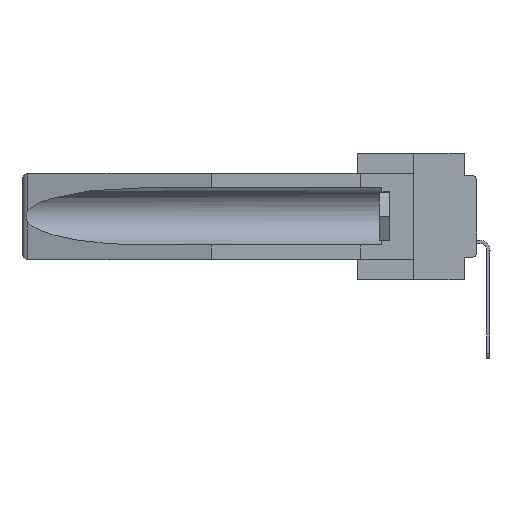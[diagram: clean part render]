
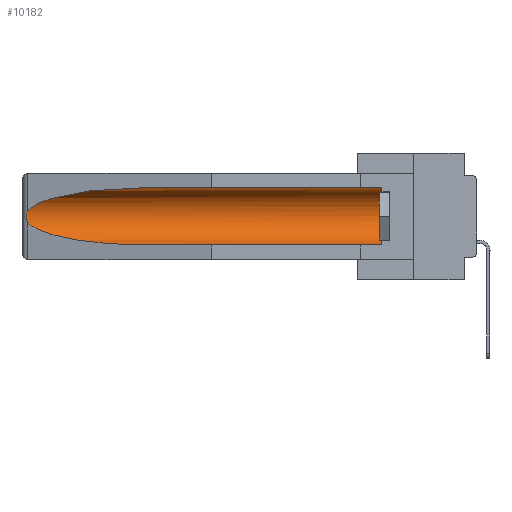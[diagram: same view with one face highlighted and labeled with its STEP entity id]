
A CAD part, left-side view. The second image highlights one B-rep face of the part: STEP entity #10182.
In plain terms, the highlighted cylindrical face has radius 2.857 mm (diameter 5.715 mm), a partial arc.
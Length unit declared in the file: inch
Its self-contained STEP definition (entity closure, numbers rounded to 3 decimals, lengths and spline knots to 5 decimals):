
#1046 = DIRECTION ( 'NONE',  ( 0., 1., 0. ) ) ;
#2390 = DIRECTION ( 'NONE',  ( 0., 0., 1. ) ) ;
#2534 = CARTESIAN_POINT ( 'NONE',  ( 0.26537, 1.52718, -0.14972 ) ) ;
#3237 = AXIS2_PLACEMENT_3D ( 'NONE', #11559, #32825, #2390 ) ;
#3489 = CARTESIAN_POINT ( 'NONE',  ( 0.26537, 1.52718, -0.19328 ) ) ;
#3687 = CARTESIAN_POINT ( 'NONE',  ( 0.2675, 1.53308, -0.16763 ) ) ;
#3715 = ORIENTED_EDGE ( 'NONE', *, *, #9469, .T. ) ;
#3981 = CARTESIAN_POINT ( 'NONE',  ( 0.155, -0.30754, -0.059 ) ) ;
#4008 =( BOUNDED_CURVE ( )  B_SPLINE_CURVE ( 3, ( #27116, #12095, #27697, #33554 ),
 .UNSPECIFIED., .F., .F. ) 
 B_SPLINE_CURVE_WITH_KNOTS ( ( 4, 4 ),
 ( 4.71239, 6.08839 ),
 .UNSPECIFIED. ) 
 CURVE ( )  GEOMETRIC_REPRESENTATION_ITEM ( )  RATIONAL_B_SPLINE_CURVE ( ( 1., 0.848, 0.848, 1. ) ) 
 REPRESENTATION_ITEM ( '' )  );
#4596 = CARTESIAN_POINT ( 'NONE',  ( 0.21114, 1.30732, -0.284 ) ) ;
#5574 = VERTEX_POINT ( 'NONE', #21870 ) ;
#6038 = CARTESIAN_POINT ( 'NONE',  ( 0.26655, 1.53094, -0.18657 ) ) ;
#6141 = CARTESIAN_POINT ( 'NONE',  ( 0.155, 1.07973, -0.284 ) ) ;
#9034 = VERTEX_POINT ( 'NONE', #19239 ) ;
#9469 = EDGE_CURVE ( 'NONE', #29161, #35365, #10211, .T. ) ;
#9934 = AXIS2_PLACEMENT_3D ( 'NONE', #32590, #26156, #29650 ) ;
#10182 = ADVANCED_FACE ( 'NONE', ( #29843 ), #20677, .F. ) ;
#10211 = LINE ( 'NONE', #3981, #24774 ) ;
#10233 = EDGE_LOOP ( 'NONE', ( #38448, #31753, #27563, #10247, #13759, #3715 ) ) ;
#10247 = ORIENTED_EDGE ( 'NONE', *, *, #18634, .F. ) ;
#11559 = CARTESIAN_POINT ( 'NONE',  ( 0.155, 0.126, -0.1715 ) ) ;
#12088 = CARTESIAN_POINT ( 'NONE',  ( 0.2673, 1.53269, -0.17917 ) ) ;
#12095 = CARTESIAN_POINT ( 'NONE',  ( 0.21114, 1.30732, -0.059 ) ) ;
#12376 = EDGE_CURVE ( 'NONE', #5574, #9034, #17466, .T. ) ;
#13759 = ORIENTED_EDGE ( 'NONE', *, *, #21327, .T. ) ;
#14217 = LINE ( 'NONE', #34329, #25697 ) ;
#14436 = CARTESIAN_POINT ( 'NONE',  ( 0.26597, 1.52961, -0.15275 ) ) ;
#14750 = VERTEX_POINT ( 'NONE', #6141 ) ;
#16192 =( BOUNDED_CURVE ( )  B_SPLINE_CURVE ( 3, ( #30152, #34654, #4596, #19628 ),
 .UNSPECIFIED., .F., .F. ) 
 B_SPLINE_CURVE_WITH_KNOTS ( ( 4, 4 ),
 ( 0.1948, 1.5708 ),
 .UNSPECIFIED. ) 
 CURVE ( )  GEOMETRIC_REPRESENTATION_ITEM ( )  RATIONAL_B_SPLINE_CURVE ( ( 1., 0.848, 0.848, 1. ) ) 
 REPRESENTATION_ITEM ( '' )  );
#17466 = B_SPLINE_CURVE_WITH_KNOTS ( 'NONE', 3,
 ( #2534, #14436, #23403, #17554, #3687, #36090, #12088, #6038, #29648, #3489 ),
 .UNSPECIFIED., .F., .F.,
 ( 4, 2, 2, 2, 4 ),
 ( 0., 0.00029, 0.00058, 0.00087, 0.00117 ),
 .UNSPECIFIED. ) ;
#17554 = CARTESIAN_POINT ( 'NONE',  ( 0.2673, 1.5327, -0.16383 ) ) ;
#18634 = EDGE_CURVE ( 'NONE', #23383, #14750, #14217, .T. ) ;
#19239 = CARTESIAN_POINT ( 'NONE',  ( 0.26537, 1.52718, -0.19328 ) ) ;
#19376 = EDGE_CURVE ( 'NONE', #9034, #14750, #16192, .T. ) ;
#19628 = CARTESIAN_POINT ( 'NONE',  ( 0.155, 1.07973, -0.284 ) ) ;
#19693 = CARTESIAN_POINT ( 'NONE',  ( 0.155, 0.126, -0.284 ) ) ;
#20074 = CIRCLE ( 'NONE', #3237, 0.1125 ) ;
#20677 = CYLINDRICAL_SURFACE ( 'NONE', #9934, 0.1125 ) ;
#21327 = EDGE_CURVE ( 'NONE', #23383, #29161, #20074, .T. ) ;
#21870 = CARTESIAN_POINT ( 'NONE',  ( 0.26537, 1.52718, -0.14972 ) ) ;
#23208 = EDGE_CURVE ( 'NONE', #35365, #5574, #4008, .T. ) ;
#23383 = VERTEX_POINT ( 'NONE', #19693 ) ;
#23403 = CARTESIAN_POINT ( 'NONE',  ( 0.26654, 1.53092, -0.15636 ) ) ;
#23663 = CARTESIAN_POINT ( 'NONE',  ( 0.155, 0.126, -0.059 ) ) ;
#24774 = VECTOR ( 'NONE', #1046, 39.37008 ) ;
#25697 = VECTOR ( 'NONE', #31599, 39.37008 ) ;
#26156 = DIRECTION ( 'NONE',  ( 0., 1., 0. ) ) ;
#27116 = CARTESIAN_POINT ( 'NONE',  ( 0.155, 1.07973, -0.059 ) ) ;
#27563 = ORIENTED_EDGE ( 'NONE', *, *, #19376, .T. ) ;
#27697 = CARTESIAN_POINT ( 'NONE',  ( 0.25451, 1.48313, -0.09465 ) ) ;
#29124 = CARTESIAN_POINT ( 'NONE',  ( 0.155, 1.07973, -0.059 ) ) ;
#29161 = VERTEX_POINT ( 'NONE', #23663 ) ;
#29648 = CARTESIAN_POINT ( 'NONE',  ( 0.26597, 1.5296, -0.19026 ) ) ;
#29650 = DIRECTION ( 'NONE',  ( 0., 0., 1. ) ) ;
#29843 = FACE_OUTER_BOUND ( 'NONE', #10233, .T. ) ;
#30152 = CARTESIAN_POINT ( 'NONE',  ( 0.26537, 1.52718, -0.19328 ) ) ;
#31599 = DIRECTION ( 'NONE',  ( 0., 1., 0. ) ) ;
#31753 = ORIENTED_EDGE ( 'NONE', *, *, #12376, .T. ) ;
#32590 = CARTESIAN_POINT ( 'NONE',  ( 0.155, -0.30754, -0.1715 ) ) ;
#32825 = DIRECTION ( 'NONE',  ( 0., -1., 0. ) ) ;
#33554 = CARTESIAN_POINT ( 'NONE',  ( 0.26537, 1.52718, -0.14972 ) ) ;
#34329 = CARTESIAN_POINT ( 'NONE',  ( 0.155, -0.30754, -0.284 ) ) ;
#34654 = CARTESIAN_POINT ( 'NONE',  ( 0.25451, 1.48313, -0.24835 ) ) ;
#35365 = VERTEX_POINT ( 'NONE', #29124 ) ;
#36090 = CARTESIAN_POINT ( 'NONE',  ( 0.2675, 1.53308, -0.17534 ) ) ;
#38448 = ORIENTED_EDGE ( 'NONE', *, *, #23208, .T. ) ;
